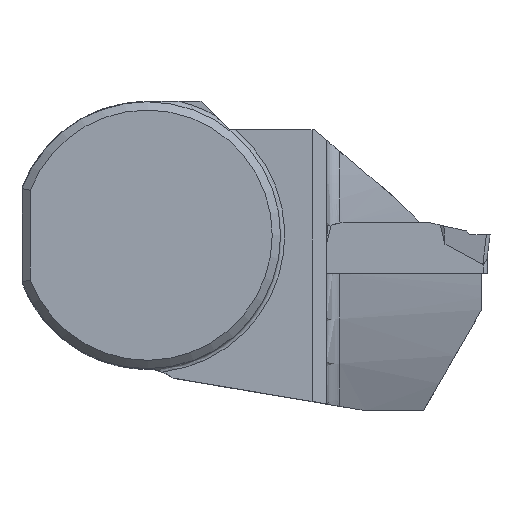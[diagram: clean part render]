
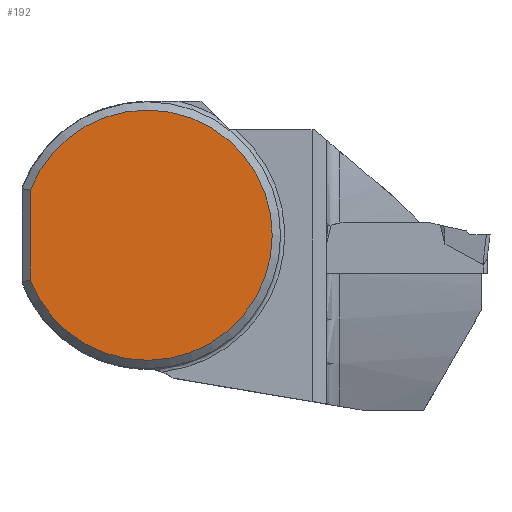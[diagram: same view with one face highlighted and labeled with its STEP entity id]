
A CAD part, top view. The second image highlights one B-rep face of the part: STEP entity #192.
In plain terms, the highlighted planar face has unit normal (0, 0, 1).
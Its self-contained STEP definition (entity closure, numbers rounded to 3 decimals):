
#137=PLANE('',#1516);
#192=ADVANCED_FACE('',(#274),#137,.F.);
#274=FACE_OUTER_BOUND('',#344,.T.);
#344=EDGE_LOOP('',(#757,#758));
#415=CIRCLE('',#1515,15.);
#462=LINE('',#2147,#588);
#588=VECTOR('',#1707,1.);
#757=ORIENTED_EDGE('',*,*,#1270,.F.);
#758=ORIENTED_EDGE('',*,*,#1271,.T.);
#1131=VERTEX_POINT('',#2148);
#1132=VERTEX_POINT('',#2149);
#1270=EDGE_CURVE('',#1131,#1132,#462,.T.);
#1271=EDGE_CURVE('',#1131,#1132,#415,.T.);
#1515=AXIS2_PLACEMENT_3D('',#2150,#1708,#1709);
#1516=AXIS2_PLACEMENT_3D('',#2151,#1710,#1711);
#1707=DIRECTION('',(0.,1.,0.));
#1708=DIRECTION('',(0.,0.,1.));
#1709=DIRECTION('',(1.,0.,0.));
#1710=DIRECTION('',(0.,0.,-1.));
#1711=DIRECTION('',(1.,0.,0.));
#2147=CARTESIAN_POINT('',(-14.,0.,0.325));
#2148=CARTESIAN_POINT('',(-14.,-5.385,0.325));
#2149=CARTESIAN_POINT('',(-14.,5.385,0.325));
#2150=CARTESIAN_POINT('',(0.,0.,0.325));
#2151=CARTESIAN_POINT('',(0.,0.,0.325));
